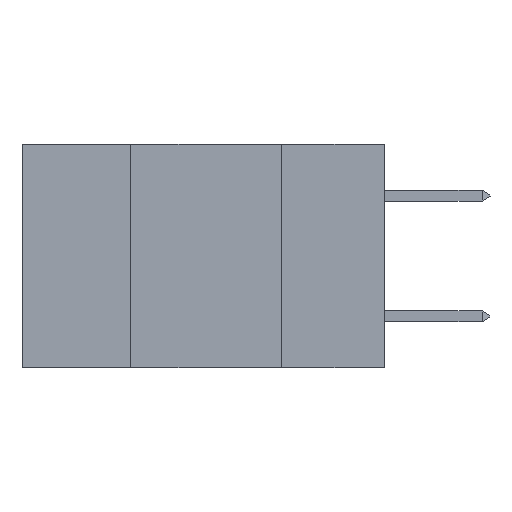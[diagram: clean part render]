
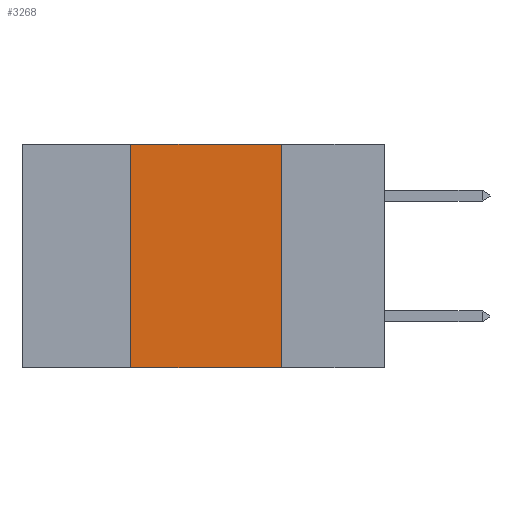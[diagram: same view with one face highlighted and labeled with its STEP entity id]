
A CAD part, left-side view. The second image highlights one B-rep face of the part: STEP entity #3268.
In plain terms, the highlighted planar face has unit normal (-1, 0, 0).
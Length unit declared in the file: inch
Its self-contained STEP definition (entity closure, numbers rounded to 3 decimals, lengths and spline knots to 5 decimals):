
#524 = VECTOR ( 'NONE', #16529, 39.37008 ) ;
#2170 = CARTESIAN_POINT ( 'NONE',  ( 0., 0.17, -0.37 ) ) ;
#2418 = ORIENTED_EDGE ( 'NONE', *, *, #24876, .F. ) ;
#2637 = CARTESIAN_POINT ( 'NONE',  ( 0., 0.42, -0.37 ) ) ;
#3268 = ADVANCED_FACE ( 'NONE', ( #21067 ), #18474, .F. ) ;
#3529 = DIRECTION ( 'NONE',  ( 0., -1., 0. ) ) ;
#4008 = CARTESIAN_POINT ( 'NONE',  ( 0., 0.42, 0. ) ) ;
#4676 = LINE ( 'NONE', #31075, #10395 ) ;
#5005 = ORIENTED_EDGE ( 'NONE', *, *, #30493, .F. ) ;
#5264 = CARTESIAN_POINT ( 'NONE',  ( 0., 0.6, 0. ) ) ;
#6513 = CARTESIAN_POINT ( 'NONE',  ( 0., 0.42, 0. ) ) ;
#6586 = EDGE_LOOP ( 'NONE', ( #21693, #2418, #5005, #26898 ) ) ;
#7914 = VERTEX_POINT ( 'NONE', #6513 ) ;
#9579 = LINE ( 'NONE', #4008, #34227 ) ;
#9722 = DIRECTION ( 'NONE',  ( 0., 0., -1. ) ) ;
#10039 = VECTOR ( 'NONE', #3529, 39.37008 ) ;
#10395 = VECTOR ( 'NONE', #9722, 39.37008 ) ;
#10999 = LINE ( 'NONE', #27129, #524 ) ;
#13189 = DIRECTION ( 'NONE',  ( 1., 0., 0. ) ) ;
#13964 = CARTESIAN_POINT ( 'NONE',  ( 0., 0.6, 0. ) ) ;
#14473 = VERTEX_POINT ( 'NONE', #2170 ) ;
#16396 = LINE ( 'NONE', #13964, #10039 ) ;
#16529 = DIRECTION ( 'NONE',  ( 0., -1., 0. ) ) ;
#18474 = PLANE ( 'NONE',  #30896 ) ;
#18662 = EDGE_CURVE ( 'NONE', #32854, #14473, #4676, .T. ) ;
#19839 = VERTEX_POINT ( 'NONE', #2637 ) ;
#21067 = FACE_OUTER_BOUND ( 'NONE', #6586, .T. ) ;
#21693 = ORIENTED_EDGE ( 'NONE', *, *, #18662, .F. ) ;
#24876 = EDGE_CURVE ( 'NONE', #7914, #32854, #16396, .T. ) ;
#25822 = CARTESIAN_POINT ( 'NONE',  ( 0., 0.17, 0. ) ) ;
#26046 = DIRECTION ( 'NONE',  ( 0., 0., -1. ) ) ;
#26898 = ORIENTED_EDGE ( 'NONE', *, *, #33106, .T. ) ;
#27129 = CARTESIAN_POINT ( 'NONE',  ( 0., 0.6, -0.37 ) ) ;
#30243 = DIRECTION ( 'NONE',  ( 0., 0., 1. ) ) ;
#30493 = EDGE_CURVE ( 'NONE', #19839, #7914, #9579, .T. ) ;
#30896 = AXIS2_PLACEMENT_3D ( 'NONE', #5264, #13189, #26046 ) ;
#31075 = CARTESIAN_POINT ( 'NONE',  ( 0., 0.17, 0. ) ) ;
#32854 = VERTEX_POINT ( 'NONE', #25822 ) ;
#33106 = EDGE_CURVE ( 'NONE', #19839, #14473, #10999, .T. ) ;
#34227 = VECTOR ( 'NONE', #30243, 39.37008 ) ;
